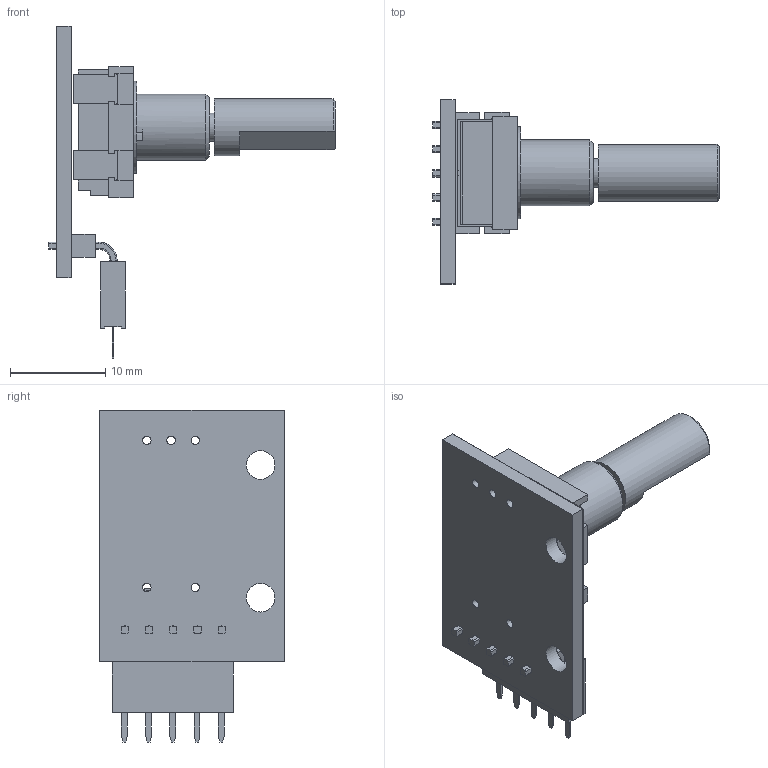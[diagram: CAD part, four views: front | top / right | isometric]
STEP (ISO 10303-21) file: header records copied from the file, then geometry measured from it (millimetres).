
FILE_DESCRIPTION(('FreeCAD Model'),'2;1');
FILE_NAME( 'rotary encoder.step', '2021-09-15T08:17:14',('Author'),(''), 'Open CASCADE STEP processor 7.3','FreeCAD','Unknown');
FILE_SCHEMA(('AUTOMOTIVE_DESIGN { 1 0 10303 214 1 1 1 1 }'));
Length unit declared in the file: millimetre
Products named in the file (1): Fusion001002
Bounding box: 30.07 x 19.33 x 34.81 mm (x, y, z)
Volume: 2542.7 mm3; surface area: 2968.2 mm2
Topology: 2 solids, 6 shells, 703 faces, 1958 edges, 1283 vertices
Faces by surface type: plane 491, cylinder 128, bspline 62, torus 20, cone 2
Full cylindrical faces by diameter (mm): 0.889 x10, 2.972 x1, 2.997 x1, 3 x4, 3.629 x1, 3.632 x1, 5.969 x1, 6.909 x1, 9.652 x1
Entity records: 52972 total; most frequent: CARTESIAN_POINT 10815, DIRECTION 6261, LINE 4220, VECTOR 4220, ORIENTED_EDGE 3916, PCURVE 3916, DEFINITIONAL_REPRESENTATION 3916, EDGE_CURVE 1958
